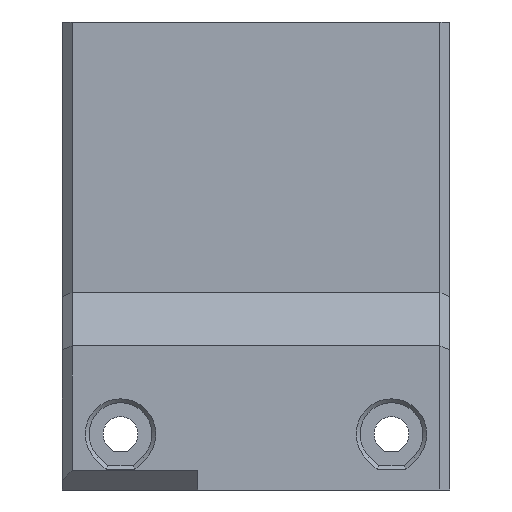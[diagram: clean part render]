
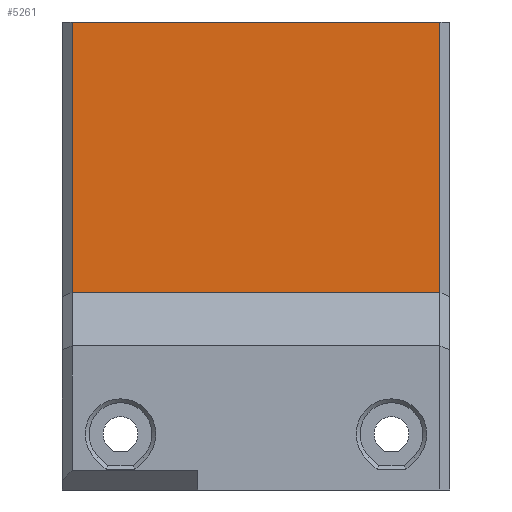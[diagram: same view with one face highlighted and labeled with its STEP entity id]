
A CAD part, left-side view. The second image highlights one B-rep face of the part: STEP entity #5261.
In plain terms, the highlighted planar face has unit normal (-1, 0, 0).
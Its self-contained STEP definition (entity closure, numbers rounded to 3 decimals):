
#1712 = PLANE('',#1713);
#1713 = AXIS2_PLACEMENT_3D('',#1714,#1715,#1716);
#1714 = CARTESIAN_POINT('',(14.,20.629,
    70.454));
#1715 = DIRECTION('',(0.,0.,1.));
#1716 = DIRECTION('',(0.,1.,0.));
#2749 = PLANE('',#2750);
#2750 = AXIS2_PLACEMENT_3D('',#2751,#2752,#2753);
#2751 = CARTESIAN_POINT('',(3.5,21.129,
    17.224));
#2752 = DIRECTION('',(-0.707,-0.707,0.));
#2753 = DIRECTION('',(0.,0.,1.));
#3038 = PLANE('',#3039);
#3039 = AXIS2_PLACEMENT_3D('',#3040,#3041,#3042);
#3040 = CARTESIAN_POINT('',(3.5,60.129,
    17.224));
#3041 = DIRECTION('',(-0.707,0.707,0.));
#3042 = DIRECTION('',(0.,0.,1.));
#3892 = VERTEX_POINT('',#3893);
#3893 = CARTESIAN_POINT('',(3.,59.629,
    70.454));
#3914 = EDGE_CURVE('',#3915,#3892,#3917,.T.);
#3915 = VERTEX_POINT('',#3916);
#3916 = CARTESIAN_POINT('',(3.,21.629,
    70.454));
#3917 = SURFACE_CURVE('',#3918,(#3922,#3929),.PCURVE_S1.);
#3918 = LINE('',#3919,#3920);
#3919 = CARTESIAN_POINT('',(3.,40.629,
    70.454));
#3920 = VECTOR('',#3921,1.);
#3921 = DIRECTION('',(0.,1.,0.));
#3922 = PCURVE('',#1712,#3923);
#3923 = DEFINITIONAL_REPRESENTATION('',(#3924),#3928);
#3924 = LINE('',#3925,#3926);
#3925 = CARTESIAN_POINT('',(20.,11.));
#3926 = VECTOR('',#3927,1.);
#3927 = DIRECTION('',(1.,0.));
#3928 = ( GEOMETRIC_REPRESENTATION_CONTEXT(2) 
PARAMETRIC_REPRESENTATION_CONTEXT() REPRESENTATION_CONTEXT('2D SPACE',''
  ) );
#3929 = PCURVE('',#3930,#3935);
#3930 = PLANE('',#3931);
#3931 = AXIS2_PLACEMENT_3D('',#3932,#3933,#3934);
#3932 = CARTESIAN_POINT('',(3.,60.629,
    27.454));
#3933 = DIRECTION('',(-1.,0.,0.));
#3934 = DIRECTION('',(0.,0.,-1.));
#3935 = DEFINITIONAL_REPRESENTATION('',(#3936),#3940);
#3936 = LINE('',#3937,#3938);
#3937 = CARTESIAN_POINT('',(-43.,20.));
#3938 = VECTOR('',#3939,1.);
#3939 = DIRECTION('',(0.,-1.));
#3940 = ( GEOMETRIC_REPRESENTATION_CONTEXT(2) 
PARAMETRIC_REPRESENTATION_CONTEXT() REPRESENTATION_CONTEXT('2D SPACE',''
  ) );
#4410 = EDGE_CURVE('',#3915,#4411,#4413,.T.);
#4411 = VERTEX_POINT('',#4412);
#4412 = CARTESIAN_POINT('',(3.,21.629,
    42.497));
#4413 = SURFACE_CURVE('',#4414,(#4418,#4425),.PCURVE_S1.);
#4414 = LINE('',#4415,#4416);
#4415 = CARTESIAN_POINT('',(3.,21.629,
    17.224));
#4416 = VECTOR('',#4417,1.);
#4417 = DIRECTION('',(0.,0.,-1.));
#4418 = PCURVE('',#2749,#4419);
#4419 = DEFINITIONAL_REPRESENTATION('',(#4420),#4424);
#4420 = LINE('',#4421,#4422);
#4421 = CARTESIAN_POINT('',(0.,0.707));
#4422 = VECTOR('',#4423,1.);
#4423 = DIRECTION('',(-1.,0.));
#4424 = ( GEOMETRIC_REPRESENTATION_CONTEXT(2) 
PARAMETRIC_REPRESENTATION_CONTEXT() REPRESENTATION_CONTEXT('2D SPACE',''
  ) );
#4425 = PCURVE('',#3930,#4426);
#4426 = DEFINITIONAL_REPRESENTATION('',(#4427),#4431);
#4427 = LINE('',#4428,#4429);
#4428 = CARTESIAN_POINT('',(10.23,39.));
#4429 = VECTOR('',#4430,1.);
#4430 = DIRECTION('',(1.,0.));
#4431 = ( GEOMETRIC_REPRESENTATION_CONTEXT(2) 
PARAMETRIC_REPRESENTATION_CONTEXT() REPRESENTATION_CONTEXT('2D SPACE',''
  ) );
#4474 = PLANE('',#4475);
#4475 = AXIS2_PLACEMENT_3D('',#4476,#4477,#4478);
#4476 = CARTESIAN_POINT('',(0.25,50.629,
    39.747));
#4477 = DIRECTION('',(-0.707,0.,0.707));
#4478 = DIRECTION('',(0.707,0.,0.707)
  );
#4948 = VERTEX_POINT('',#4949);
#4949 = CARTESIAN_POINT('',(3.,59.629,
    42.497));
#4997 = EDGE_CURVE('',#4948,#3892,#4998,.T.);
#4998 = SURFACE_CURVE('',#4999,(#5003,#5010),.PCURVE_S1.);
#4999 = LINE('',#5000,#5001);
#5000 = CARTESIAN_POINT('',(3.,59.629,
    17.224));
#5001 = VECTOR('',#5002,1.);
#5002 = DIRECTION('',(0.,0.,1.));
#5003 = PCURVE('',#3038,#5004);
#5004 = DEFINITIONAL_REPRESENTATION('',(#5005),#5009);
#5005 = LINE('',#5006,#5007);
#5006 = CARTESIAN_POINT('',(0.,-0.707));
#5007 = VECTOR('',#5008,1.);
#5008 = DIRECTION('',(1.,0.));
#5009 = ( GEOMETRIC_REPRESENTATION_CONTEXT(2) 
PARAMETRIC_REPRESENTATION_CONTEXT() REPRESENTATION_CONTEXT('2D SPACE',''
  ) );
#5010 = PCURVE('',#3930,#5011);
#5011 = DEFINITIONAL_REPRESENTATION('',(#5012),#5016);
#5012 = LINE('',#5013,#5014);
#5013 = CARTESIAN_POINT('',(10.23,1.));
#5014 = VECTOR('',#5015,1.);
#5015 = DIRECTION('',(-1.,0.));
#5016 = ( GEOMETRIC_REPRESENTATION_CONTEXT(2) 
PARAMETRIC_REPRESENTATION_CONTEXT() REPRESENTATION_CONTEXT('2D SPACE',''
  ) );
#5261 = ADVANCED_FACE('',(#5262),#3930,.T.);
#5262 = FACE_BOUND('',#5263,.T.);
#5263 = EDGE_LOOP('',(#5264,#5265,#5266,#5287));
#5264 = ORIENTED_EDGE('',*,*,#3914,.T.);
#5265 = ORIENTED_EDGE('',*,*,#4997,.F.);
#5266 = ORIENTED_EDGE('',*,*,#5267,.F.);
#5267 = EDGE_CURVE('',#4411,#4948,#5268,.T.);
#5268 = SURFACE_CURVE('',#5269,(#5273,#5280),.PCURVE_S1.);
#5269 = LINE('',#5270,#5271);
#5270 = CARTESIAN_POINT('',(3.,50.629,
    42.497));
#5271 = VECTOR('',#5272,1.);
#5272 = DIRECTION('',(0.,1.,0.));
#5273 = PCURVE('',#3930,#5274);
#5274 = DEFINITIONAL_REPRESENTATION('',(#5275),#5279);
#5275 = LINE('',#5276,#5277);
#5276 = CARTESIAN_POINT('',(-15.043,10.));
#5277 = VECTOR('',#5278,1.);
#5278 = DIRECTION('',(0.,-1.));
#5279 = ( GEOMETRIC_REPRESENTATION_CONTEXT(2) 
PARAMETRIC_REPRESENTATION_CONTEXT() REPRESENTATION_CONTEXT('2D SPACE',''
  ) );
#5280 = PCURVE('',#4474,#5281);
#5281 = DEFINITIONAL_REPRESENTATION('',(#5282),#5286);
#5282 = LINE('',#5283,#5284);
#5283 = CARTESIAN_POINT('',(3.889,0.));
#5284 = VECTOR('',#5285,1.);
#5285 = DIRECTION('',(0.,1.));
#5286 = ( GEOMETRIC_REPRESENTATION_CONTEXT(2) 
PARAMETRIC_REPRESENTATION_CONTEXT() REPRESENTATION_CONTEXT('2D SPACE',''
  ) );
#5287 = ORIENTED_EDGE('',*,*,#4410,.F.);
